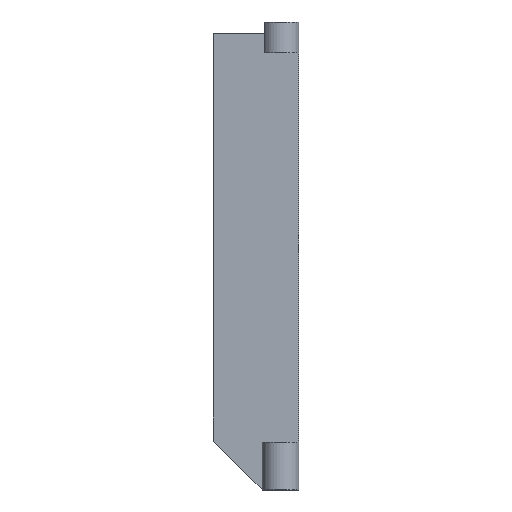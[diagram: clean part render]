
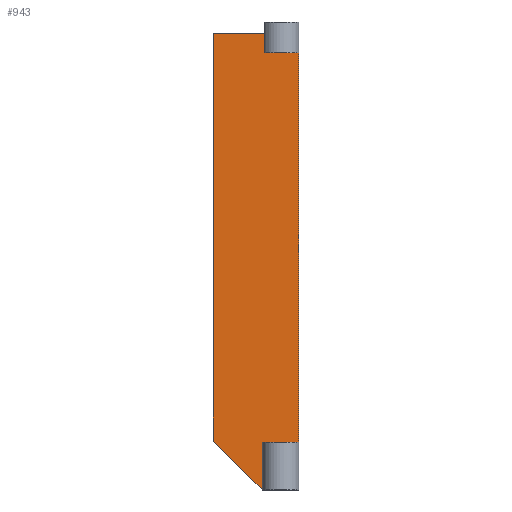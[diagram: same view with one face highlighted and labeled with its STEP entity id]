
A CAD part, front view. The second image highlights one B-rep face of the part: STEP entity #943.
In plain terms, the highlighted planar face has unit normal (0, -1, 0).
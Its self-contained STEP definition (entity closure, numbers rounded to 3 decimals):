
#24=FACE_BOUND('',#153,.T.);
#25=FACE_BOUND('',#154,.T.);
#26=FACE_BOUND('',#155,.T.);
#27=FACE_BOUND('',#156,.T.);
#41=PLANE('',#1031);
#96=FACE_OUTER_BOUND('',#152,.T.);
#152=EDGE_LOOP('',(#716,#717,#718,#719,#720,#721,#722));
#153=EDGE_LOOP('',(#723));
#154=EDGE_LOOP('',(#724));
#155=EDGE_LOOP('',(#725));
#156=EDGE_LOOP('',(#726));
#230=LINE('',#1447,#330);
#231=LINE('',#1449,#331);
#232=LINE('',#1451,#332);
#233=LINE('',#1453,#333);
#234=LINE('',#1455,#334);
#235=LINE('',#1457,#335);
#236=LINE('',#1458,#336);
#330=VECTOR('',#1172,10.);
#331=VECTOR('',#1173,10.);
#332=VECTOR('',#1174,10.);
#333=VECTOR('',#1175,10.);
#334=VECTOR('',#1176,10.);
#335=VECTOR('',#1177,10.);
#336=VECTOR('',#1178,10.);
#412=CIRCLE('',#1008,1.4);
#417=CIRCLE('',#1015,1.4);
#423=CIRCLE('',#1025,1.4);
#425=CIRCLE('',#1030,1.4);
#444=VERTEX_POINT('',#1381);
#449=VERTEX_POINT('',#1395);
#461=VERTEX_POINT('',#1429);
#464=VERTEX_POINT('',#1441);
#465=VERTEX_POINT('',#1445);
#466=VERTEX_POINT('',#1446);
#467=VERTEX_POINT('',#1448);
#468=VERTEX_POINT('',#1450);
#469=VERTEX_POINT('',#1452);
#470=VERTEX_POINT('',#1454);
#471=VERTEX_POINT('',#1456);
#532=EDGE_CURVE('',#444,#444,#412,.T.);
#539=EDGE_CURVE('',#449,#449,#417,.T.);
#557=EDGE_CURVE('',#461,#461,#423,.T.);
#563=EDGE_CURVE('',#464,#464,#425,.T.);
#564=EDGE_CURVE('',#465,#466,#230,.T.);
#565=EDGE_CURVE('',#467,#466,#231,.T.);
#566=EDGE_CURVE('',#468,#467,#232,.T.);
#567=EDGE_CURVE('',#468,#469,#233,.T.);
#568=EDGE_CURVE('',#469,#470,#234,.T.);
#569=EDGE_CURVE('',#470,#471,#235,.T.);
#570=EDGE_CURVE('',#471,#465,#236,.T.);
#716=ORIENTED_EDGE('',*,*,#564,.T.);
#717=ORIENTED_EDGE('',*,*,#565,.F.);
#718=ORIENTED_EDGE('',*,*,#566,.F.);
#719=ORIENTED_EDGE('',*,*,#567,.T.);
#720=ORIENTED_EDGE('',*,*,#568,.T.);
#721=ORIENTED_EDGE('',*,*,#569,.T.);
#722=ORIENTED_EDGE('',*,*,#570,.T.);
#723=ORIENTED_EDGE('',*,*,#532,.T.);
#724=ORIENTED_EDGE('',*,*,#539,.T.);
#725=ORIENTED_EDGE('',*,*,#557,.T.);
#726=ORIENTED_EDGE('',*,*,#563,.T.);
#943=ADVANCED_FACE('',(#96,#24,#25,#26,#27),#41,.T.);
#1008=AXIS2_PLACEMENT_3D('',#1383,#1106,#1107);
#1015=AXIS2_PLACEMENT_3D('',#1397,#1122,#1123);
#1025=AXIS2_PLACEMENT_3D('',#1431,#1154,#1155);
#1030=AXIS2_PLACEMENT_3D('',#1443,#1168,#1169);
#1031=AXIS2_PLACEMENT_3D('',#1444,#1170,#1171);
#1106=DIRECTION('center_axis',(0.,1.,0.));
#1107=DIRECTION('ref_axis',(1.,0.,0.));
#1122=DIRECTION('center_axis',(0.,1.,0.));
#1123=DIRECTION('ref_axis',(1.,0.,0.));
#1154=DIRECTION('center_axis',(0.,1.,0.));
#1155=DIRECTION('ref_axis',(1.,0.,0.));
#1168=DIRECTION('center_axis',(0.,1.,0.));
#1169=DIRECTION('ref_axis',(1.,0.,0.));
#1170=DIRECTION('center_axis',(0.,-1.,0.));
#1171=DIRECTION('ref_axis',(-1.,0.,0.));
#1172=DIRECTION('',(-1.,0.,0.));
#1173=DIRECTION('',(0.,0.,1.));
#1174=DIRECTION('',(-0.707,0.,0.707));
#1175=DIRECTION('',(1.,0.,0.));
#1176=DIRECTION('',(0.,0.,1.));
#1177=DIRECTION('',(-1.,0.,0.));
#1178=DIRECTION('',(0.,0.,-1.));
#1381=CARTESIAN_POINT('',(-13.4,0.,-83.));
#1383=CARTESIAN_POINT('Origin',(-12.,0.,-83.));
#1395=CARTESIAN_POINT('',(-4.4,0.,-92.6));
#1397=CARTESIAN_POINT('Origin',(-3.,0.,-92.6));
#1429=CARTESIAN_POINT('',(-4.4,0.,92.6));
#1431=CARTESIAN_POINT('Origin',(-3.,0.,92.6));
#1441=CARTESIAN_POINT('',(-12.4,0.,90.));
#1443=CARTESIAN_POINT('Origin',(-11.,0.,90.));
#1444=CARTESIAN_POINT('Origin',(-57.5,0.,-21.));
#1445=CARTESIAN_POINT('',(-14.,0.,91.));
#1446=CARTESIAN_POINT('',(-35.,0.,91.));
#1447=CARTESIAN_POINT('',(-36.25,0.,91.));
#1448=CARTESIAN_POINT('',(-35.,0.,-75.6));
#1449=CARTESIAN_POINT('',(-35.,0.,54.));
#1450=CARTESIAN_POINT('',(-15.,0.,-95.6));
#1451=CARTESIAN_POINT('',(-49.275,0.,-61.325));
#1452=CARTESIAN_POINT('',(0.,0.,-95.6));
#1453=CARTESIAN_POINT('',(-8.75,0.,-95.6));
#1454=CARTESIAN_POINT('',(0.,0.,95.6));
#1455=CARTESIAN_POINT('',(0.,0.,37.));
#1456=CARTESIAN_POINT('',(-14.,0.,95.6));
#1457=CARTESIAN_POINT('',(-16.25,0.,95.6));
#1458=CARTESIAN_POINT('',(-14.,0.,44.65));
